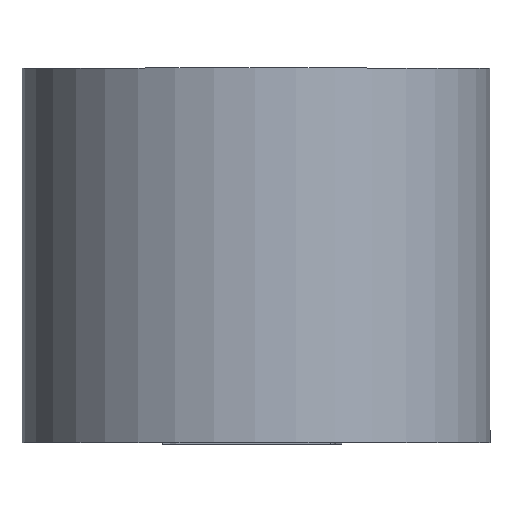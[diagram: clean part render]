
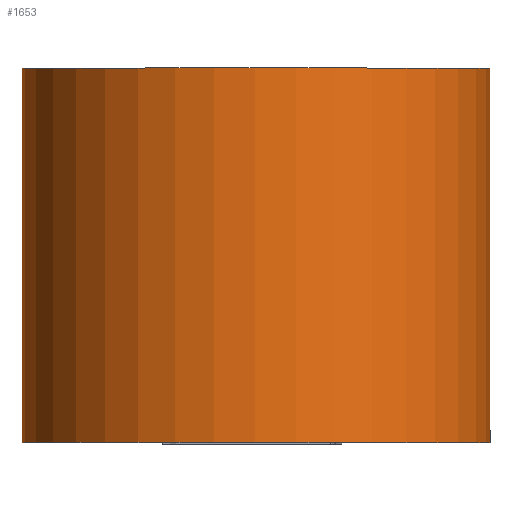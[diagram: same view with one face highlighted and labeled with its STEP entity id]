
A CAD part, top view. The second image highlights one B-rep face of the part: STEP entity #1653.
In plain terms, the highlighted cylindrical face has radius 87.5 mm (diameter 175 mm), a partial arc.
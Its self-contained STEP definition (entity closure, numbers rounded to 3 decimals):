
#95=CYLINDRICAL_SURFACE('',#1896,87.5);
#130=CIRCLE('',#1897,87.5);
#131=CIRCLE('',#1898,87.5);
#261=FACE_OUTER_BOUND('',#368,.T.);
#368=EDGE_LOOP('',(#1392,#1393,#1394,#1395));
#517=LINE('',#13940,#665);
#527=LINE('',#13967,#675);
#665=VECTOR('',#2285,10.);
#675=VECTOR('',#2311,10.);
#793=VERTEX_POINT('',#13937);
#794=VERTEX_POINT('',#13939);
#802=VERTEX_POINT('',#13963);
#803=VERTEX_POINT('',#13965);
#994=EDGE_CURVE('',#793,#794,#517,.T.);
#1008=EDGE_CURVE('',#802,#803,#527,.T.);
#1009=EDGE_CURVE('',#793,#802,#130,.T.);
#1010=EDGE_CURVE('',#794,#803,#131,.T.);
#1392=ORIENTED_EDGE('',*,*,#1009,.T.);
#1393=ORIENTED_EDGE('',*,*,#1008,.T.);
#1394=ORIENTED_EDGE('',*,*,#1010,.F.);
#1395=ORIENTED_EDGE('',*,*,#994,.F.);
#1653=ADVANCED_FACE('',(#261),#95,.T.);
#1896=AXIS2_PLACEMENT_3D('',#13968,#2312,#2313);
#1897=AXIS2_PLACEMENT_3D('',#13969,#2314,#2315);
#1898=AXIS2_PLACEMENT_3D('',#13970,#2316,#2317);
#2285=DIRECTION('',(0.,0.,-1.));
#2311=DIRECTION('',(0.,0.,-1.));
#2312=DIRECTION('center_axis',(0.,0.,-1.));
#2313=DIRECTION('ref_axis',(-1.,-0.001,0.));
#2314=DIRECTION('center_axis',(0.,0.,-1.));
#2315=DIRECTION('ref_axis',(-1.,-0.001,0.));
#2316=DIRECTION('center_axis',(0.,0.,-1.));
#2317=DIRECTION('ref_axis',(-1.,-0.001,0.));
#13937=CARTESIAN_POINT('',(-156.481,15.004,0.));
#13939=CARTESIAN_POINT('',(-156.481,15.004,-140.));
#13940=CARTESIAN_POINT('',(-156.481,15.004,0.));
#13963=CARTESIAN_POINT('',(18.517,15.678,0.));
#13965=CARTESIAN_POINT('',(18.517,15.678,-140.));
#13967=CARTESIAN_POINT('',(18.517,15.678,0.));
#13968=CARTESIAN_POINT('Origin',(-68.983,15.633,0.));
#13969=CARTESIAN_POINT('Origin',(-68.983,15.633,0.));
#13970=CARTESIAN_POINT('Origin',(-68.983,15.633,-140.));
